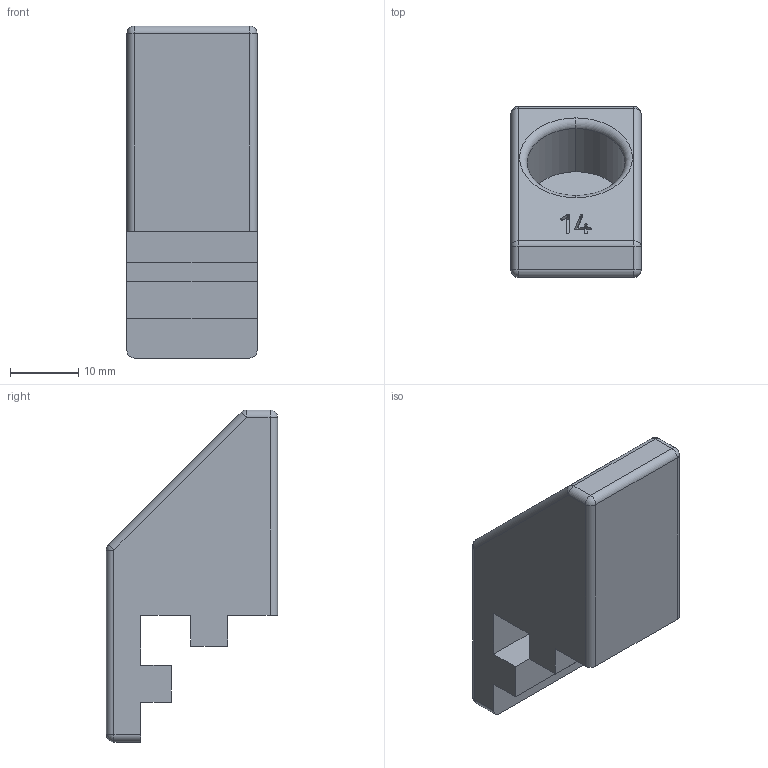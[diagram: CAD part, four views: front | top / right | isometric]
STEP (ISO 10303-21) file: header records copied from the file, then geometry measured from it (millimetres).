
FILE_DESCRIPTION (( 'STEP AP214' ), '1' );
FILE_NAME ('ô14.STEP', '2025-11-05T06:16:52', ( '' ), ( '' ), 'SwSTEP 2.0', 'SolidWorks 2025', '' );
FILE_SCHEMA (( 'AUTOMOTIVE_DESIGN' ));
Length unit declared in the file: millimetre
Products named in the file (1): ф14
Bounding box: 19 x 25 x 48.5 mm (x, y, z)
Volume: 11448 mm3; surface area: 4634.2 mm2
Topology: 1 solids, 1 shells, 78 faces, 201 edges, 120 vertices
Faces by surface type: plane 34, bspline 18, cylinder 16, sphere 8, torus 2
Entity records: 2788 total; most frequent: CARTESIAN_POINT 1018, ORIENTED_EDGE 386, DIRECTION 315, EDGE_CURVE 193, LINE 121, VECTOR 121, VERTEX_POINT 120, AXIS2_PLACEMENT_3D 97
